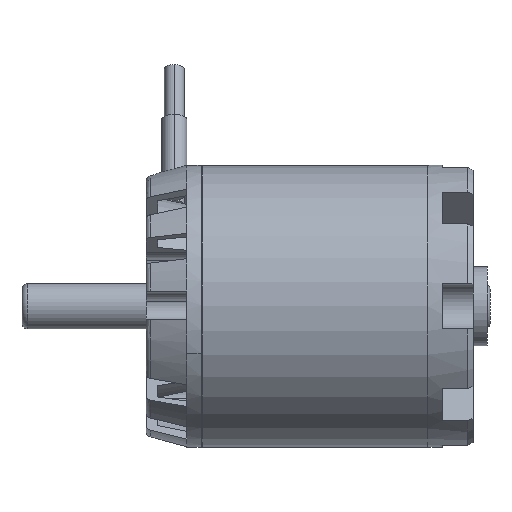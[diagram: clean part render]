
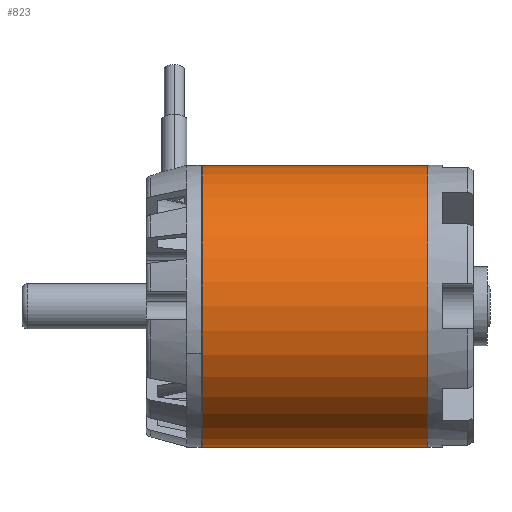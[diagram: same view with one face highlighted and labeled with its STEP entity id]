
A CAD part, front view. The second image highlights one B-rep face of the part: STEP entity #823.
In plain terms, the highlighted cylindrical face has radius 25 mm (diameter 50 mm), a partial arc.
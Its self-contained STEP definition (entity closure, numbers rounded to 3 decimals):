
#158 = DIRECTION ( 'NONE',  ( 1., 0., 0. ) ) ;
#360 = DIRECTION ( 'NONE',  ( 1., 0., 0. ) ) ;
#823 = ADVANCED_FACE ( 'NONE', ( #6309 ), #7226, .T. ) ;
#1072 = DIRECTION ( 'NONE',  ( 0., 0., -1. ) ) ;
#2324 = DIRECTION ( 'NONE',  ( 0., 0., -1. ) ) ;
#3117 = CARTESIAN_POINT ( 'NONE',  ( 0., 0., 0. ) ) ;
#3680 = VERTEX_POINT ( 'NONE', #9985 ) ;
#4240 = CARTESIAN_POINT ( 'NONE',  ( 0., 0., 25. ) ) ;
#4303 = EDGE_CURVE ( 'NONE', #6974, #4521, #9445, .T. ) ;
#4521 = VERTEX_POINT ( 'NONE', #4240 ) ;
#5121 = CARTESIAN_POINT ( 'NONE',  ( -40., 0., -25. ) ) ;
#5499 = VECTOR ( 'NONE', #11695, 1000. ) ;
#5980 = LINE ( 'NONE', #12025, #7063 ) ;
#6309 = FACE_OUTER_BOUND ( 'NONE', #12364, .T. ) ;
#6901 = DIRECTION ( 'NONE',  ( 1., 0., 0. ) ) ;
#6916 = CARTESIAN_POINT ( 'NONE',  ( -40., 0., 25. ) ) ;
#6974 = VERTEX_POINT ( 'NONE', #6916 ) ;
#7063 = VECTOR ( 'NONE', #360, 1000. ) ;
#7226 = CYLINDRICAL_SURFACE ( 'NONE', #7420, 25. ) ;
#7377 = ORIENTED_EDGE ( 'NONE', *, *, #12072, .T. ) ;
#7420 = AXIS2_PLACEMENT_3D ( 'NONE', #11113, #8126, #2324 ) ;
#7740 = CARTESIAN_POINT ( 'NONE',  ( -40., 0., 25. ) ) ;
#8018 = ORIENTED_EDGE ( 'NONE', *, *, #8516, .F. ) ;
#8089 = VERTEX_POINT ( 'NONE', #5121 ) ;
#8126 = DIRECTION ( 'NONE',  ( 1., 0., 0. ) ) ;
#8187 = ORIENTED_EDGE ( 'NONE', *, *, #11112, .T. ) ;
#8407 = CIRCLE ( 'NONE', #8767, 25. ) ;
#8516 = EDGE_CURVE ( 'NONE', #4521, #3680, #8407, .T. ) ;
#8767 = AXIS2_PLACEMENT_3D ( 'NONE', #3117, #6901, #1072 ) ;
#9203 = DIRECTION ( 'NONE',  ( 0., 0., -1. ) ) ;
#9445 = LINE ( 'NONE', #7740, #5499 ) ;
#9932 = AXIS2_PLACEMENT_3D ( 'NONE', #11748, #158, #9203 ) ;
#9985 = CARTESIAN_POINT ( 'NONE',  ( 0., 0., -25. ) ) ;
#10088 = CIRCLE ( 'NONE', #9932, 25. ) ;
#10996 = ORIENTED_EDGE ( 'NONE', *, *, #4303, .F. ) ;
#11112 = EDGE_CURVE ( 'NONE', #6974, #8089, #10088, .T. ) ;
#11113 = CARTESIAN_POINT ( 'NONE',  ( -40., 0., 0. ) ) ;
#11695 = DIRECTION ( 'NONE',  ( 1., 0., 0. ) ) ;
#11748 = CARTESIAN_POINT ( 'NONE',  ( -40., 0., 0. ) ) ;
#12025 = CARTESIAN_POINT ( 'NONE',  ( -40., 0., -25. ) ) ;
#12072 = EDGE_CURVE ( 'NONE', #8089, #3680, #5980, .T. ) ;
#12364 = EDGE_LOOP ( 'NONE', ( #10996, #8187, #7377, #8018 ) ) ;
